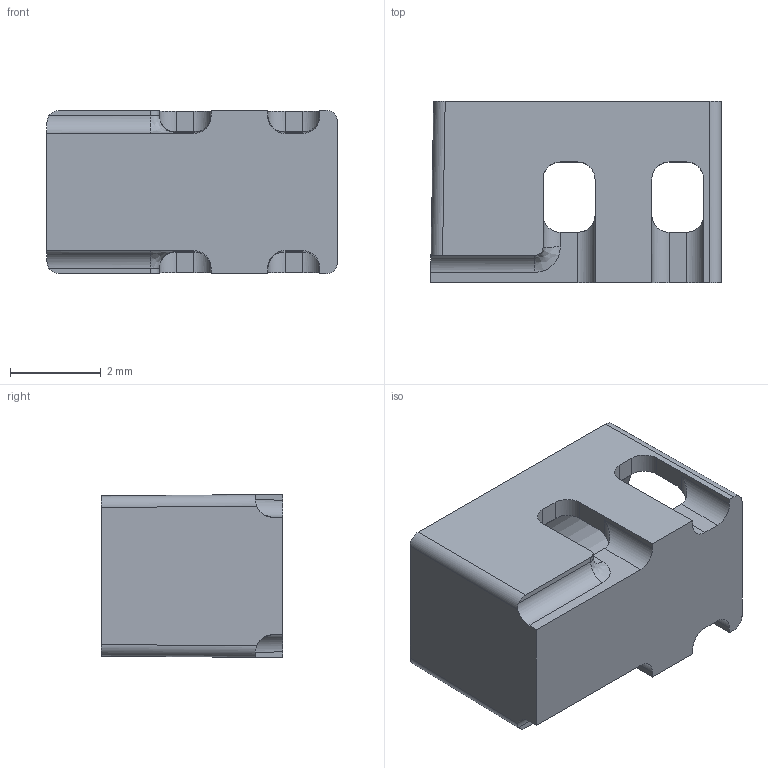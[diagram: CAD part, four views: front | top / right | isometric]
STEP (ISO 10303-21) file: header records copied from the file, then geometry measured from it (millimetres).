
FILE_DESCRIPTION (( 'STEP AP203' ), '1' );
FILE_NAME ('NNP-DWG-110-008-000 BalSeal Block.STEP', '2024-08-21T13:38:05', ( '' ), ( '' ), 'SwSTEP 2.0', 'SolidWorks 2024', '' );
FILE_SCHEMA (( 'CONFIG_CONTROL_DESIGN' ));
Length unit declared in the file: inch
Products named in the file (1): NNP-DWG-110-008-000 BalSeal Block
Bounding box: 6.42 x 4.01 x 3.6 mm (x, y, z)
Volume: 54.7 mm3; surface area: 161.5 mm2
Topology: 1 solids, 1 shells, 76 faces, 226 edges, 146 vertices
Faces by surface type: cylinder 36, plane 36, torus 2, bspline 2
Entity records: 2681 total; most frequent: CARTESIAN_POINT 683, ORIENTED_EDGE 452, DIRECTION 352, EDGE_CURVE 226, VERTEX_POINT 146, VECTOR 138, LINE 138, AXIS2_PLACEMENT_3D 107
